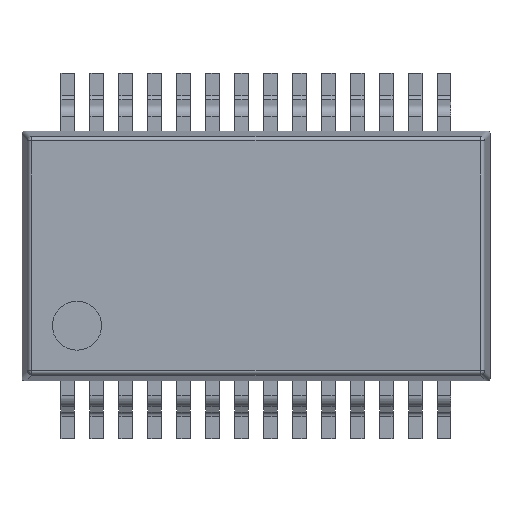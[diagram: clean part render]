
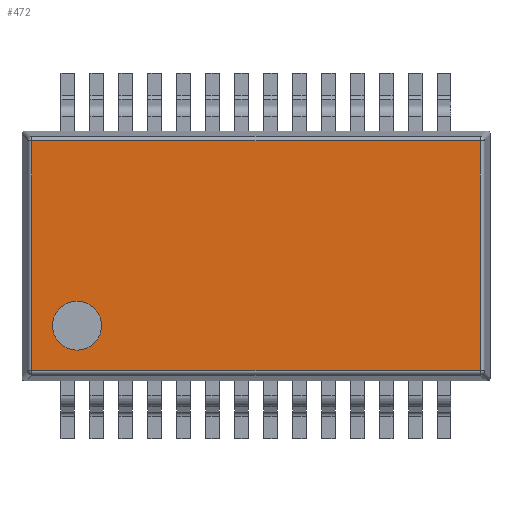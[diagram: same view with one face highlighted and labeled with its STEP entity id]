
A CAD part, top view. The second image highlights one B-rep face of the part: STEP entity #472.
In plain terms, the highlighted planar face has unit normal (0, 0, 1).
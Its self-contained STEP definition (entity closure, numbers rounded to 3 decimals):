
#472=ADVANCED_FACE('',(#1252,#1254),#1256,.T.);
#1252=FACE_BOUND('',#1253,.T.);
#1253=EDGE_LOOP('',(#1956,#1957,#1958,#1959));
#1254=FACE_BOUND('',#1255,.T.);
#1255=EDGE_LOOP('',(#1960));
#1256=PLANE('',#1257);
#1257=AXIS2_PLACEMENT_3D('',#1258,#1259,#1260);
#1258=CARTESIAN_POINT('',(0.,0.,2.));
#1259=DIRECTION('',(0.,0.,1.));
#1260=DIRECTION('',(1.,0.,0.));
#1956=ORIENTED_EDGE('',*,*,#2384,.T.);
#1957=ORIENTED_EDGE('',*,*,#2385,.T.);
#1958=ORIENTED_EDGE('',*,*,#2386,.T.);
#1959=ORIENTED_EDGE('',*,*,#2387,.T.);
#1960=ORIENTED_EDGE('',*,*,#2388,.T.);
#2384=EDGE_CURVE('',#2654,#2655,#2656,.T.);
#2385=EDGE_CURVE('',#2655,#2657,#2658,.T.);
#2386=EDGE_CURVE('',#2657,#2659,#2660,.T.);
#2387=EDGE_CURVE('',#2659,#2654,#2661,.T.);
#2388=EDGE_CURVE('',#2662,#2662,#2663,.F.);
#2654=VERTEX_POINT('',#3246);
#2655=VERTEX_POINT('',#3247);
#2656=LINE('',#3248,#3249);
#2657=VERTEX_POINT('',#3251);
#2658=LINE('',#3252,#3253);
#2659=VERTEX_POINT('',#3255);
#2660=LINE('',#3256,#3257);
#2661=LINE('',#3259,#3260);
#2662=VERTEX_POINT('',#3262);
#2663=CIRCLE('',#3263,0.55);
#3246=CARTESIAN_POINT('',(5.03,2.58,2.));
#3247=CARTESIAN_POINT('',(-5.03,2.58,2.));
#3248=CARTESIAN_POINT('',(5.03,2.58,2.));
#3249=VECTOR('',#3250,1.);
#3250=DIRECTION('',(-1.,0.,0.));
#3251=CARTESIAN_POINT('',(-5.03,-2.58,2.));
#3252=CARTESIAN_POINT('',(-5.03,2.58,2.));
#3253=VECTOR('',#3254,1.);
#3254=DIRECTION('',(0.,-1.,0.));
#3255=CARTESIAN_POINT('',(5.03,-2.58,2.));
#3256=CARTESIAN_POINT('',(-5.03,-2.58,2.));
#3257=VECTOR('',#3258,1.);
#3258=DIRECTION('',(1.,0.,0.));
#3259=CARTESIAN_POINT('',(5.03,-2.58,2.));
#3260=VECTOR('',#3261,1.);
#3261=DIRECTION('',(0.,1.,0.));
#3262=CARTESIAN_POINT('',(-3.465,-1.565,2.));
#3263=AXIS2_PLACEMENT_3D('',#3264,#3265,#3266);
#3264=CARTESIAN_POINT('',(-4.015,-1.565,2.));
#3265=DIRECTION('',(0.,0.,1.));
#3266=DIRECTION('',(1.,0.,0.));
